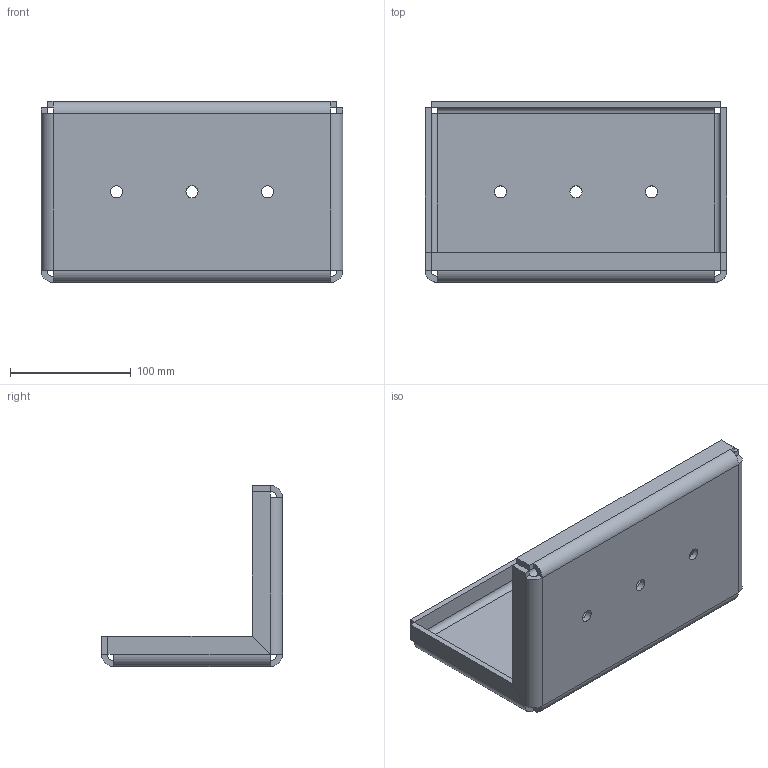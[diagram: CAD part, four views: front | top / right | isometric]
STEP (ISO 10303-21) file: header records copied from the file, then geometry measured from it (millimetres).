
FILE_DESCRIPTION(/* description */ ('STEP AP214'),/* implementation_level */ '2;1');
FILE_NAME(/* name */ '68c26e425136fd309f028ccc',/* time_stamp */ '2025-09-11T06:37:55Z',/* author */ (''),/* organization */ (''),/* preprocessor_version */ 'ST-DEVELOPER v20',/* originating_system */ 'ONSHAPE BY PTC INC, 1.203',/* authorisation */ ' ');
FILE_SCHEMA (('AUTOMOTIVE_DESIGN {1 0 10303 214 3 1 1}'));
Length unit declared in the file: metre
Products named in the file (1): Part 1
Bounding box: 250 x 150 x 150 mm (x, y, z)
Volume: 441972.9 mm3; surface area: 184564.6 mm2
Topology: 1 solids, 1 shells, 80 faces, 178 edges, 100 vertices
Faces by surface type: plane 60, cylinder 20
Full cylindrical faces by diameter (mm): 10 x6
Entity records: 2158 total; most frequent: DIRECTION 374, CARTESIAN_POINT 353, ORIENTED_EDGE 344, EDGE_CURVE 172, LINE 132, VECTOR 132, AXIS2_PLACEMENT_3D 121, VERTEX_POINT 100
